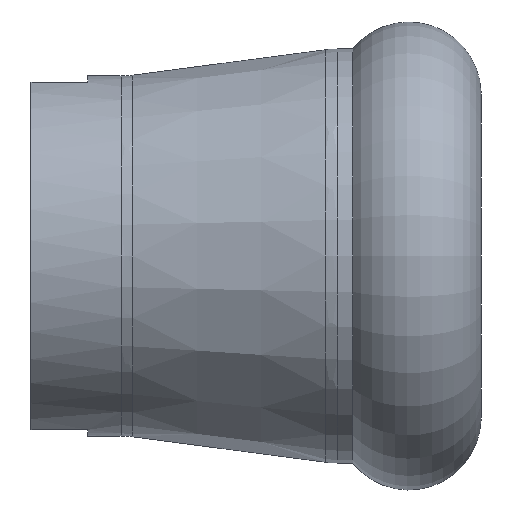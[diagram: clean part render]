
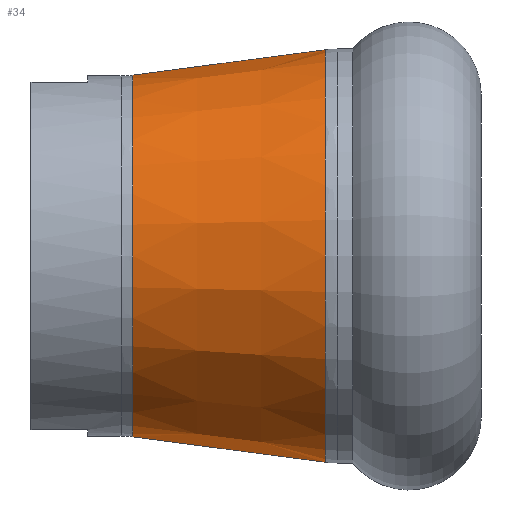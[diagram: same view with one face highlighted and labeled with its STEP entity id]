
A CAD part, left-side view. The second image highlights one B-rep face of the part: STEP entity #34.
In plain terms, the highlighted conical face has half-angle 7.534 degrees and reference radius 22.914 mm.
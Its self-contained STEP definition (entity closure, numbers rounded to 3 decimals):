
#18 = CARTESIAN_POINT ( 'NONE',  ( -20., 9.311, 22.914 ) ) ;
#20 = VECTOR ( 'NONE', #322, 1000. ) ;
#34 = ADVANCED_FACE ( 'NONE', ( #1130 ), #1285, .T. ) ;
#225 = CARTESIAN_POINT ( 'NONE',  ( -20., 9.311, 0. ) ) ;
#231 = ORIENTED_EDGE ( 'NONE', *, *, #1057, .T. ) ;
#241 = AXIS2_PLACEMENT_3D ( 'NONE', #304, #405, #318 ) ;
#304 = CARTESIAN_POINT ( 'NONE',  ( -20., 30.689, 0. ) ) ;
#318 = DIRECTION ( 'NONE',  ( 1., 0., 0. ) ) ;
#322 = DIRECTION ( 'NONE',  ( 0., -0.991, -0.131 ) ) ;
#388 = LINE ( 'NONE', #540, #1206 ) ;
#405 = DIRECTION ( 'NONE',  ( 0., -1., 0. ) ) ;
#437 = DIRECTION ( 'NONE',  ( 0., -0.991, 0.131 ) ) ;
#521 = VERTEX_POINT ( 'NONE', #893 ) ;
#529 = EDGE_CURVE ( 'NONE', #1257, #843, #388, .T. ) ;
#538 = CARTESIAN_POINT ( 'NONE',  ( -20., 9.311, -22.914 ) ) ;
#540 = CARTESIAN_POINT ( 'NONE',  ( -20., 9.311, 22.914 ) ) ;
#553 = DIRECTION ( 'NONE',  ( 1., 0., 0. ) ) ;
#743 = VERTEX_POINT ( 'NONE', #1003 ) ;
#747 = CIRCLE ( 'NONE', #241, 20.086 ) ;
#763 = CIRCLE ( 'NONE', #1099, 22.914 ) ;
#788 = DIRECTION ( 'NONE',  ( 0., 1., 0. ) ) ;
#843 = VERTEX_POINT ( 'NONE', #18 ) ;
#864 = EDGE_LOOP ( 'NONE', ( #1016, #1020, #951, #231 ) ) ;
#865 = CARTESIAN_POINT ( 'NONE',  ( -20., 30.689, 20.086 ) ) ;
#876 = EDGE_CURVE ( 'NONE', #1257, #743, #747, .T. ) ;
#893 = CARTESIAN_POINT ( 'NONE',  ( -20., 9.311, -22.914 ) ) ;
#899 = CARTESIAN_POINT ( 'NONE',  ( -20., 9.311, 0. ) ) ;
#951 = ORIENTED_EDGE ( 'NONE', *, *, #1245, .T. ) ;
#1003 = CARTESIAN_POINT ( 'NONE',  ( -20., 30.689, -20.086 ) ) ;
#1016 = ORIENTED_EDGE ( 'NONE', *, *, #529, .F. ) ;
#1020 = ORIENTED_EDGE ( 'NONE', *, *, #876, .T. ) ;
#1057 = EDGE_CURVE ( 'NONE', #521, #843, #763, .T. ) ;
#1092 = DIRECTION ( 'NONE',  ( 0., -1., 0. ) ) ;
#1099 = AXIS2_PLACEMENT_3D ( 'NONE', #225, #788, #553 ) ;
#1130 = FACE_OUTER_BOUND ( 'NONE', #864, .T. ) ;
#1177 = LINE ( 'NONE', #538, #20 ) ;
#1206 = VECTOR ( 'NONE', #437, 1000. ) ;
#1211 = DIRECTION ( 'NONE',  ( 0., 0., -1. ) ) ;
#1245 = EDGE_CURVE ( 'NONE', #743, #521, #1177, .T. ) ;
#1257 = VERTEX_POINT ( 'NONE', #865 ) ;
#1285 = CONICAL_SURFACE ( 'NONE', #1325, 22.914, 0.131 ) ;
#1325 = AXIS2_PLACEMENT_3D ( 'NONE', #899, #1092, #1211 ) ;
